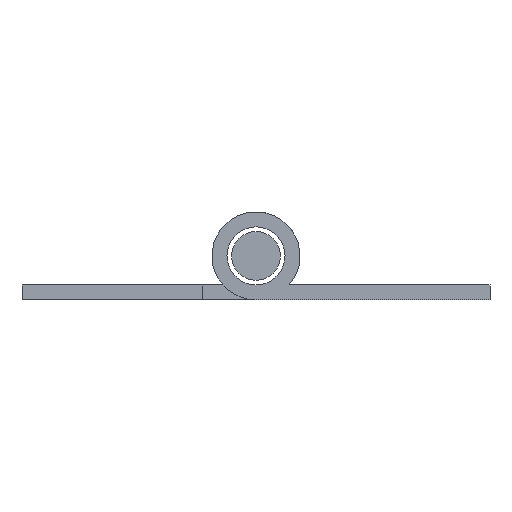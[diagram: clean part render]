
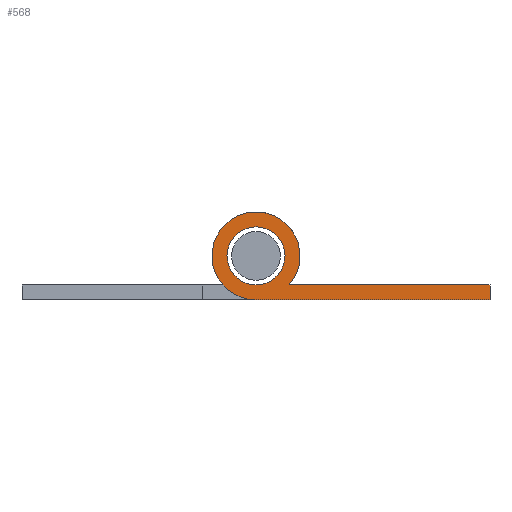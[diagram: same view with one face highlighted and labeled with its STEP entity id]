
A CAD part, front view. The second image highlights one B-rep face of the part: STEP entity #568.
In plain terms, the highlighted planar face has unit normal (0, -1, 0).
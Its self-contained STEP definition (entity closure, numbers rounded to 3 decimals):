
#507 = VERTEX_POINT ( 'NONE', #4820 ) ;
#510 = EDGE_CURVE ( 'NONE', #507, #514, #4815, .T. ) ;
#514 = VERTEX_POINT ( 'NONE', #4806 ) ;
#527 = EDGE_CURVE ( 'NONE', #530, #528, #4856, .T. ) ;
#528 = VERTEX_POINT ( 'NONE', #4847 ) ;
#530 = VERTEX_POINT ( 'NONE', #4842 ) ;
#557 = EDGE_LOOP ( 'NONE', ( #589, #587 ) ) ;
#559 = EDGE_CURVE ( 'NONE', #514, #507, #4922, .T. ) ;
#560 = ORIENTED_EDGE ( 'NONE', *, *, #564, .F. ) ;
#561 = ORIENTED_EDGE ( 'NONE', *, *, #527, .F. ) ;
#562 = ORIENTED_EDGE ( 'NONE', *, *, #563, .F. ) ;
#563 = EDGE_CURVE ( 'NONE', #602, #530, #4917, .T. ) ;
#564 = EDGE_CURVE ( 'NONE', #528, #565, #4913, .T. ) ;
#565 = VERTEX_POINT ( 'NONE', #4909 ) ;
#566 = EDGE_CURVE ( 'NONE', #565, #602, #4908, .T. ) ;
#567 = ORIENTED_EDGE ( 'NONE', *, *, #566, .F. ) ;
#568 = ADVANCED_FACE ( 'NONE', ( #4904, #4903 ), #4902, .F. ) ;
#569 = EDGE_LOOP ( 'NONE', ( #567, #560, #561, #562 ) ) ;
#587 = ORIENTED_EDGE ( 'NONE', *, *, #559, .T. ) ;
#589 = ORIENTED_EDGE ( 'NONE', *, *, #510, .T. ) ;
#602 = VERTEX_POINT ( 'NONE', #4972 ) ;
#4806 = CARTESIAN_POINT ( 'NONE',  ( 0., -300., 1.55 ) ) ;
#4811 = DIRECTION ( 'NONE',  ( 0., 0., 1. ) ) ;
#4812 = DIRECTION ( 'NONE',  ( 0., 1., 0. ) ) ;
#4813 = CARTESIAN_POINT ( 'NONE',  ( 0., -300., 0. ) ) ;
#4814 = AXIS2_PLACEMENT_3D ( 'NONE', #4813, #4812, #4811 ) ;
#4815 = CIRCLE ( 'NONE', #4814, 1.55 ) ;
#4820 = CARTESIAN_POINT ( 'NONE',  ( 0., -300., -1.55 ) ) ;
#4842 = CARTESIAN_POINT ( 'NONE',  ( 0., -300., -2.35 ) ) ;
#4847 = CARTESIAN_POINT ( 'NONE',  ( 1.766, -300., -1.55 ) ) ;
#4848 = DIRECTION ( 'NONE',  ( 0., 0., 1. ) ) ;
#4849 = DIRECTION ( 'NONE',  ( 0., 1., 0. ) ) ;
#4850 = CARTESIAN_POINT ( 'NONE',  ( 0., -300., 0. ) ) ;
#4851 = AXIS2_PLACEMENT_3D ( 'NONE', #4850, #4849, #4848 ) ;
#4856 = CIRCLE ( 'NONE', #4851, 2.35 ) ;
#4898 = DIRECTION ( 'NONE',  ( 0., 0., 1. ) ) ;
#4899 = DIRECTION ( 'NONE',  ( 0., 1., 0. ) ) ;
#4900 = CARTESIAN_POINT ( 'NONE',  ( 0., -300., 0. ) ) ;
#4901 = AXIS2_PLACEMENT_3D ( 'NONE', #4900, #4899, #4898 ) ;
#4902 = PLANE ( 'NONE',  #4901 ) ;
#4903 = FACE_BOUND ( 'NONE', #557, .T. ) ;
#4904 = FACE_OUTER_BOUND ( 'NONE', #569, .T. ) ;
#4905 = DIRECTION ( 'NONE',  ( 0., 0., -1. ) ) ;
#4906 = VECTOR ( 'NONE', #4905, 1000. ) ;
#4907 = CARTESIAN_POINT ( 'NONE',  ( 12.5, -300., -2.35 ) ) ;
#4908 = LINE ( 'NONE', #4907, #4906 ) ;
#4909 = CARTESIAN_POINT ( 'NONE',  ( 12.5, -300., -1.55 ) ) ;
#4910 = DIRECTION ( 'NONE',  ( 1., 0., 0. ) ) ;
#4911 = VECTOR ( 'NONE', #4910, 1000. ) ;
#4912 = CARTESIAN_POINT ( 'NONE',  ( 12.5, -300., -1.55 ) ) ;
#4913 = LINE ( 'NONE', #4912, #4911 ) ;
#4914 = DIRECTION ( 'NONE',  ( -1., 0., 0. ) ) ;
#4915 = VECTOR ( 'NONE', #4914, 1000. ) ;
#4916 = CARTESIAN_POINT ( 'NONE',  ( 0., -300., -2.35 ) ) ;
#4917 = LINE ( 'NONE', #4916, #4915 ) ;
#4918 = DIRECTION ( 'NONE',  ( 0., 0., 1. ) ) ;
#4919 = DIRECTION ( 'NONE',  ( 0., 1., 0. ) ) ;
#4920 = CARTESIAN_POINT ( 'NONE',  ( 0., -300., 0. ) ) ;
#4921 = AXIS2_PLACEMENT_3D ( 'NONE', #4920, #4919, #4918 ) ;
#4922 = CIRCLE ( 'NONE', #4921, 1.55 ) ;
#4972 = CARTESIAN_POINT ( 'NONE',  ( 12.5, -300., -2.35 ) ) ;
